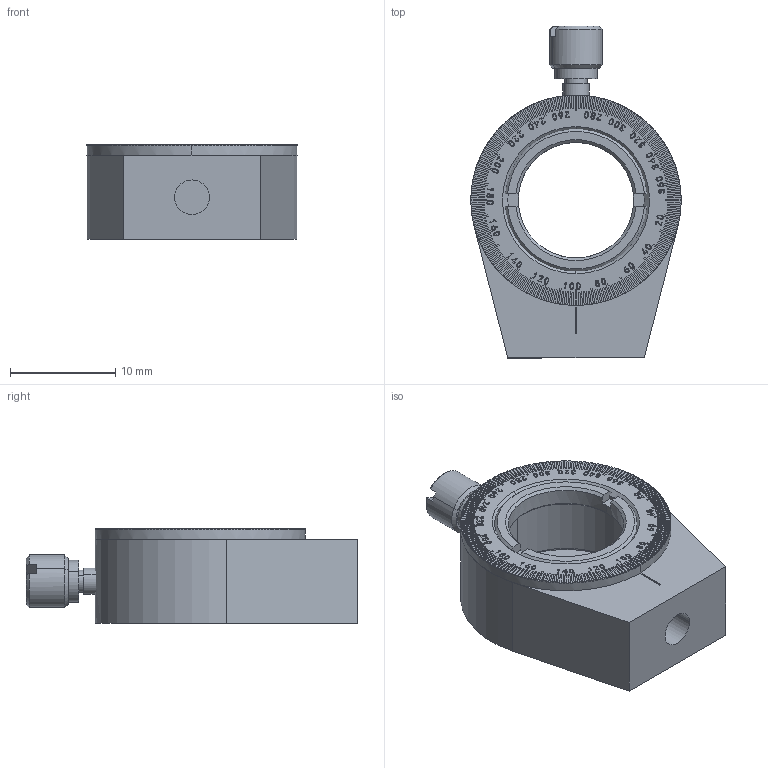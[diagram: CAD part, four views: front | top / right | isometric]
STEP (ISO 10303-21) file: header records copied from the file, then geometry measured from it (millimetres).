
FILE_DESCRIPTION (( 'STEP AP203' ), '1' );
FILE_NAME ('1.3.4.1_ZZX-0.5_φ0.5英寸旋转透镜安装座，带SM05内螺纹，带卡环，M4螺孔，A.STEP', '2023-08-30T07:26:07', ( '' ), ( '' ), 'SwSTEP 2.0', 'SolidWorks 2021', '' );
FILE_SCHEMA (( 'CONFIG_CONTROL_DESIGN' ));
Products named in the file (1): 1.3.4.1_ZZX-0.5_φ0.5英寸旋转透镜安装座，带SM05内螺纹，带卡环，M4螺孔，A
Bounding box: 20 x 31.58 x 9 mm (x, y, z)
Volume: 2391.5 mm3; surface area: 3294.3 mm2
Topology: 4 solids, 4 shells, 1227 faces, 3358 edges, 2233 vertices
Faces by surface type: plane 992, bspline 174, cylinder 37, cone 24
Entity records: 63050 total; most frequent: CARTESIAN_POINT 32581, ORIENTED_EDGE 6716, DIRECTION 5563, EDGE_CURVE 3358, VECTOR 2521, LINE 2521, VERTEX_POINT 2233, AXIS2_PLACEMENT_3D 1521
